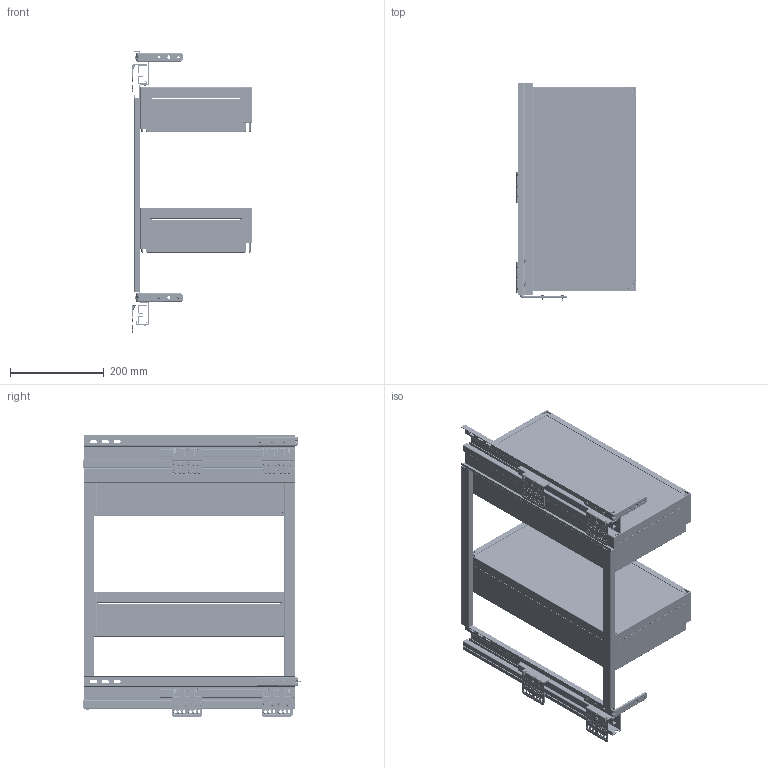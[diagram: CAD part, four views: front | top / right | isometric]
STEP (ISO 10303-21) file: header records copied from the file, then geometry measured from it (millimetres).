
FILE_DESCRIPTION((''),'2;1');
FILE_NAME('300-BO-LI-CE-ZHUANG-580-2-R_ASM','2025-06-23T',('Administrator'),(''),'PRO/ENGINEER BY PARAMETRIC TECHNOLOGY CORPORATION, 2010280','PRO/ENGINEER BY PARAMETRIC TECHNOLOGY CORPORATION, 2010280','');
FILE_SCHEMA(('AUTOMOTIVE_DESIGN_CC2 { 1 2 10303 214 -1 1 5 2 }'));
Products named in the file (23): KUANG-JIA-580-; M_-12MMPM____A__; ________________A__; M_-7MMPM______A_; MEN-KOU__1_ASM; LOUSI-4X14__; LV--395_; CE-GUA-HOU-YOU-ZHUAN-JIA-JIAN-; CE-GUA-HOU-ZUO-ZHUAN-JIA-JIAN-; LV---197; CE-GUA-QIAN-ZHUAN-JIAO-JIAN-; 150-BAN_417X219; 4X70X213; 4X70X412_; GOU-2_X_; PIAN-2_X_; 300-LAN_ASM; 32___K___MIR; 32-1-_K___MIR; 32-2-_K___MIR; 32_-L_K___MIR; ASM0001_ASM; 300-BO-LI-CE-ZHUANG-580-2-R_ASM
Assembly tree (34 placements, depth 3):
  300-BO-LI-CE-ZHUANG-580-2-R_ASM
    KUANG-JIA-580-
    MEN-KOU__1_ASM  x2
      M_-12MMPM____A__
      ________________A__
      M_-7MMPM______A_
    LOUSI-4X14__  x2
    300-LAN_ASM  x2
      LV--395_
      CE-GUA-HOU-YOU-ZHUAN-JIA-JIAN-
      CE-GUA-HOU-ZUO-ZHUAN-JIA-JIAN-
      LV---197
      CE-GUA-QIAN-ZHUAN-JIAO-JIAN-
      150-BAN_417X219
      4X70X213
      4X70X412_
      GOU-2_X_
      PIAN-2_X_
    ASM0001_ASM  x2
      32___K___MIR
      32-1-_K___MIR
      32-2-_K___MIR
      32_-L_K___MIR
Bounding box: 254 x 465.5 x 600 mm (x, y, z)
Volume: 2512498.9 mm3; surface area: 1820274.8 mm2
Topology: 53 solids, 53 shells, 6468 faces, 17378 edges, 11074 vertices
Faces by surface type: plane 2926, cylinder 2124, cone 458, torus 454, bspline 434, sphere 72
Entity records: 131292 total; most frequent: CARTESIAN_POINT 40301, ORIENTED_EDGE 14536, DIRECTION 13663, EDGE_CURVE 7268, PRESENTATION_STYLE_ASSIGNMENT 7106, STYLED_ITEM 6653, CURVE_STYLE 6628, AXIS2_PLACEMENT_3D 4761
